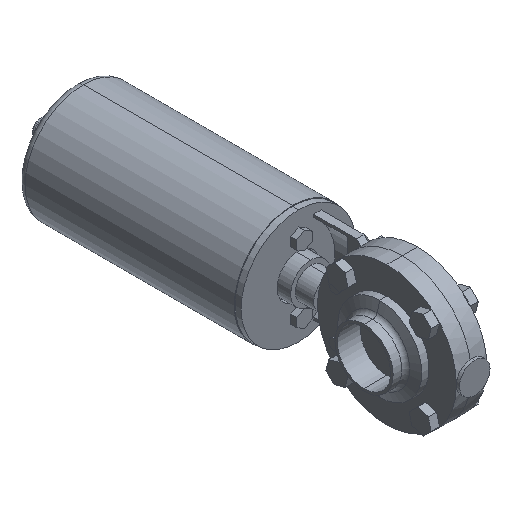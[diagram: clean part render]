
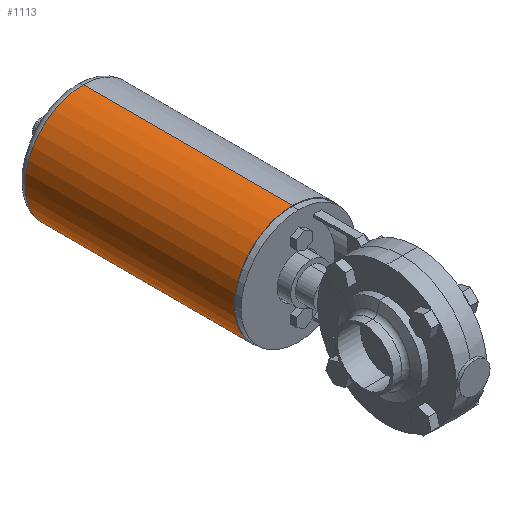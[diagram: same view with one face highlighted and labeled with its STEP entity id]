
A CAD part, isometric view. The second image highlights one B-rep face of the part: STEP entity #1113.
In plain terms, the highlighted cylindrical face has radius 38 mm (diameter 76 mm), a partial arc.
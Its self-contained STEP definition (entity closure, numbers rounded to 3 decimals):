
#73 = AXIS2_PLACEMENT_3D ( 'NONE', #3636, #749, #3586 ) ;
#532 = EDGE_LOOP ( 'NONE', ( #5081, #4411, #3529, #3218 ) ) ;
#598 = AXIS2_PLACEMENT_3D ( 'NONE', #4210, #2991, #1823 ) ;
#675 = CYLINDRICAL_SURFACE ( 'NONE', #2956, 38. ) ;
#749 = DIRECTION ( 'NONE',  ( 0., 1., 0. ) ) ;
#886 = CARTESIAN_POINT ( 'NONE',  ( 0., 0., 38. ) ) ;
#911 = CARTESIAN_POINT ( 'NONE',  ( 0., 137., -38. ) ) ;
#1071 = EDGE_CURVE ( 'NONE', #3840, #4114, #4013, .T. ) ;
#1113 = ADVANCED_FACE ( 'NONE', ( #4645 ), #675, .T. ) ;
#1358 = CIRCLE ( 'NONE', #73, 38. ) ;
#1823 = DIRECTION ( 'NONE',  ( 0., 0., 1. ) ) ;
#2022 = EDGE_CURVE ( 'NONE', #4114, #2051, #4886, .T. ) ;
#2051 = VERTEX_POINT ( 'NONE', #4390 ) ;
#2167 = EDGE_CURVE ( 'NONE', #2051, #2893, #1358, .T. ) ;
#2865 = VECTOR ( 'NONE', #2978, 1000. ) ;
#2893 = VERTEX_POINT ( 'NONE', #886 ) ;
#2956 = AXIS2_PLACEMENT_3D ( 'NONE', #4647, #5024, #3815 ) ;
#2978 = DIRECTION ( 'NONE',  ( 0., -1., 0. ) ) ;
#2991 = DIRECTION ( 'NONE',  ( 0., -1., 0. ) ) ;
#3014 = EDGE_CURVE ( 'NONE', #3840, #2893, #4633, .T. ) ;
#3218 = ORIENTED_EDGE ( 'NONE', *, *, #2167, .T. ) ;
#3379 = VECTOR ( 'NONE', #5127, 1000. ) ;
#3529 = ORIENTED_EDGE ( 'NONE', *, *, #2022, .T. ) ;
#3557 = CARTESIAN_POINT ( 'NONE',  ( 0., 137., 38. ) ) ;
#3586 = DIRECTION ( 'NONE',  ( 0., 0., 1. ) ) ;
#3636 = CARTESIAN_POINT ( 'NONE',  ( 0., 0., 0. ) ) ;
#3805 = CARTESIAN_POINT ( 'NONE',  ( 0., 142., 38. ) ) ;
#3815 = DIRECTION ( 'NONE',  ( 0., 0., -1. ) ) ;
#3840 = VERTEX_POINT ( 'NONE', #3557 ) ;
#4013 = CIRCLE ( 'NONE', #598, 38. ) ;
#4114 = VERTEX_POINT ( 'NONE', #911 ) ;
#4210 = CARTESIAN_POINT ( 'NONE',  ( 0., 137., 0. ) ) ;
#4390 = CARTESIAN_POINT ( 'NONE',  ( 0., 0., -38. ) ) ;
#4411 = ORIENTED_EDGE ( 'NONE', *, *, #1071, .T. ) ;
#4633 = LINE ( 'NONE', #3805, #2865 ) ;
#4645 = FACE_OUTER_BOUND ( 'NONE', #532, .T. ) ;
#4647 = CARTESIAN_POINT ( 'NONE',  ( 0., 142., 0. ) ) ;
#4700 = CARTESIAN_POINT ( 'NONE',  ( 0., 142., -38. ) ) ;
#4886 = LINE ( 'NONE', #4700, #3379 ) ;
#5024 = DIRECTION ( 'NONE',  ( 0., -1., 0. ) ) ;
#5081 = ORIENTED_EDGE ( 'NONE', *, *, #3014, .F. ) ;
#5127 = DIRECTION ( 'NONE',  ( 0., -1., 0. ) ) ;
